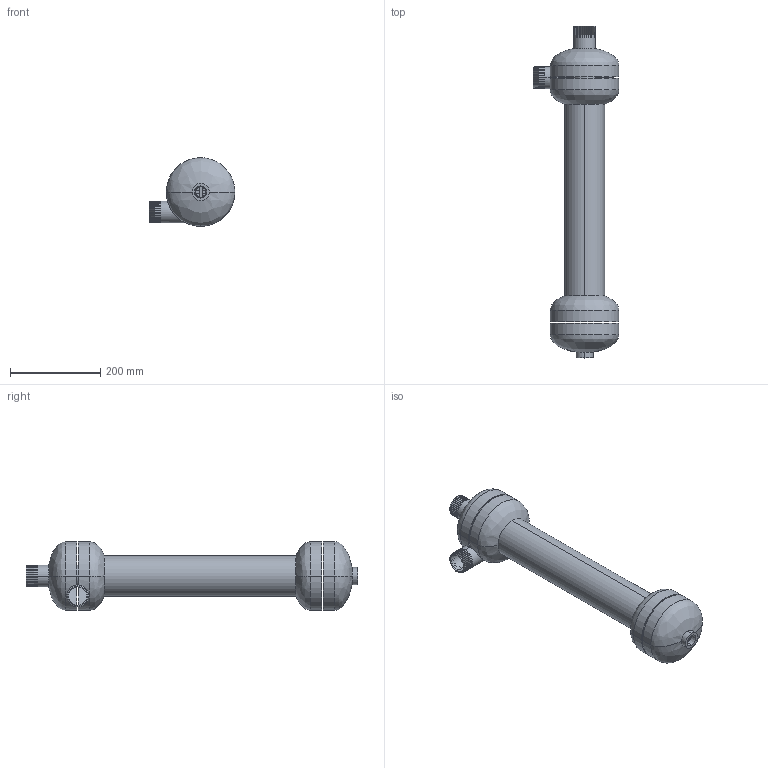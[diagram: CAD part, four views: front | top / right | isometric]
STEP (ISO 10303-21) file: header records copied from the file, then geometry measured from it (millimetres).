
FILE_DESCRIPTION (( 'STEP AP203' ), '1' );
FILE_NAME ('CFA-150.STEP', '2021-03-18T16:31:59', ( '' ), ( '' ), 'SwSTEP 2.0', 'SolidWorks 2021', '' );
FILE_SCHEMA (( 'CONFIG_CONTROL_DESIGN' ));
Length unit declared in the file: inch
Products named in the file (13): CFA-150; 9100178_5.6875; 9200003; 9100178_2.71875; 9301080_17.0625; 99P0401_5081T56; 99P0400_5081T56; 99M0202; 9500040
Assembly tree (13 placements, depth 2):
  CFA-150
    9200003
    9200003
    9200003
    9200003
    9500040
    9301080_17.0625
    99P0400_5081T56
    99P0401_5081T56
    99M0202  x2
    9100178_5.6875
    9100178_2.71875
    9100178_2.71875
Bounding box: 190.5 x 736.6 x 152.4 mm (x, y, z)
Volume: 1280698.7 mm3; surface area: 638031.9 mm2
Topology: 13 solids, 13 shells, 302 faces, 640 edges, 352 vertices
Faces by surface type: cone 170, cylinder 76, plane 32, bspline 24
Entity records: 10125 total; most frequent: CARTESIAN_POINT 2332, DIRECTION 1482, ORIENTED_EDGE 1236, EDGE_CURVE 618, AXIS2_PLACEMENT_3D 600, VERTEX_POINT 342, CIRCLE 308, EDGE_LOOP 308
